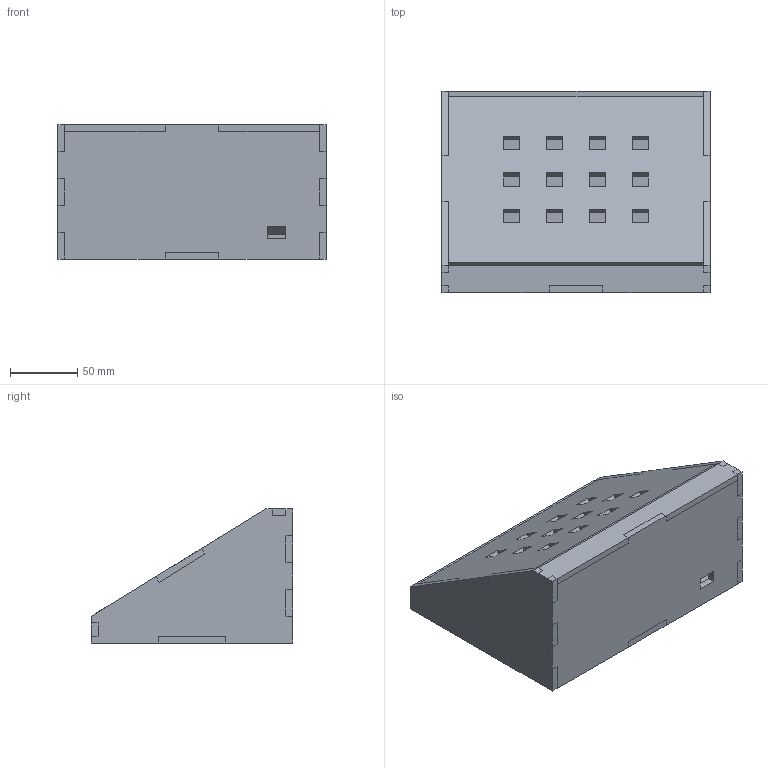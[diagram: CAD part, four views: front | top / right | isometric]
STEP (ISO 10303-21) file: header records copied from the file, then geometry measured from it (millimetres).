
FILE_DESCRIPTION(/* description */ (''),/* implementation_level */ '2;1');
FILE_NAME(/* name */ 'Stream Deck V1.step',/* time_stamp */ '2025-11-12T23:33:52+01:00',/* author */ (''),/* organization */ (''),/* preprocessor_version */ 'ST-DEVELOPER v20.1',/* originating_system */ 'Autodesk Translation Framework v14.21.0.0',/* authorisation */ '');
FILE_SCHEMA (('AUTOMOTIVE_DESIGN { 1 0 10303 214 3 1 1 }'));
Length unit declared in the file: millimetre
Products named in the file (9): 2025-11-11-20-29-33-706; 2025-11-12-20-59-19-228; 2025-11-12-21-10-01-062; 2025-11-12-21-20-58-628; 2025-11-12-21-23-10-265; 2025-11-12-21-11-54-374; 2025-11-12-21-48-19-389; 2025-11-12-22-02-49-619; 2025-11-12-22-22-07-510
Assembly tree (8 placements, depth 2):
  2025-11-11-20-29-33-706
    2025-11-12-20-59-19-228
    2025-11-12-21-10-01-062
    2025-11-12-21-20-58-628
    2025-11-12-21-23-10-265
    2025-11-12-21-11-54-374
    2025-11-12-21-48-19-389
    2025-11-12-22-02-49-619
    2025-11-12-22-22-07-510
Bounding box: 200 x 150 x 100 mm (x, y, z)
Volume: 487725.2 mm3; surface area: 217826.5 mm2
Topology: 7 solids, 7 shells, 217 faces, 609 edges, 406 vertices
Faces by surface type: plane 217
Entity records: 7171 total; most frequent: CARTESIAN_POINT 1249, ORIENTED_EDGE 1218, DIRECTION 1077, LINE 609, VECTOR 609, EDGE_CURVE 609, VERTEX_POINT 406, EDGE_LOOP 243
